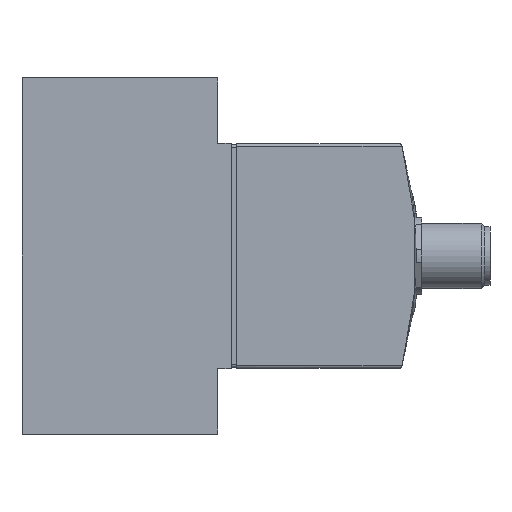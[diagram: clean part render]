
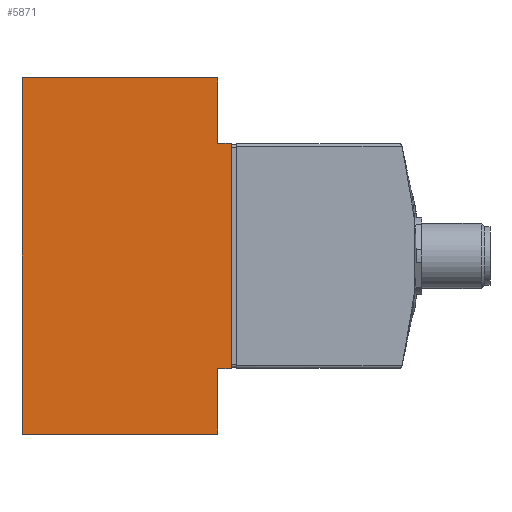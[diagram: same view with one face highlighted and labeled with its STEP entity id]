
A CAD part, front view. The second image highlights one B-rep face of the part: STEP entity #5871.
In plain terms, the highlighted planar face has unit normal (0, -1, 0).
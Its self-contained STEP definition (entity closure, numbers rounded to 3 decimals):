
#86=PLANE('',#6207);
#308=LINE('',#8365,#634);
#330=LINE('',#8414,#656);
#331=LINE('',#8420,#657);
#335=LINE('',#8431,#661);
#337=LINE('',#8438,#663);
#344=LINE('',#8451,#670);
#345=LINE('',#8453,#671);
#346=LINE('',#8455,#672);
#634=VECTOR('',#6800,1000.);
#656=VECTOR('',#6828,1000.);
#657=VECTOR('',#6835,1000.);
#661=VECTOR('',#6843,1000.);
#663=VECTOR('',#6851,1000.);
#670=VECTOR('',#6862,1000.);
#671=VECTOR('',#6863,1000.);
#672=VECTOR('',#6864,1000.);
#1293=ORIENTED_EDGE('',*,*,#2410,.F.);
#1294=ORIENTED_EDGE('',*,*,#2419,.F.);
#1295=ORIENTED_EDGE('',*,*,#2383,.F.);
#1296=ORIENTED_EDGE('',*,*,#2426,.F.);
#1297=ORIENTED_EDGE('',*,*,#2427,.F.);
#1298=ORIENTED_EDGE('',*,*,#2428,.T.);
#1299=ORIENTED_EDGE('',*,*,#2407,.F.);
#1300=ORIENTED_EDGE('',*,*,#2415,.F.);
#2383=EDGE_CURVE('',#2942,#2944,#308,.T.);
#2407=EDGE_CURVE('',#2967,#2965,#330,.T.);
#2410=EDGE_CURVE('',#2970,#2971,#331,.T.);
#2415=EDGE_CURVE('',#2971,#2967,#335,.T.);
#2419=EDGE_CURVE('',#2944,#2970,#337,.T.);
#2426=EDGE_CURVE('',#2981,#2942,#344,.T.);
#2427=EDGE_CURVE('',#2982,#2981,#345,.T.);
#2428=EDGE_CURVE('',#2982,#2965,#346,.T.);
#2942=VERTEX_POINT('',#8363);
#2944=VERTEX_POINT('',#8366);
#2965=VERTEX_POINT('',#8409);
#2967=VERTEX_POINT('',#8413);
#2970=VERTEX_POINT('',#8421);
#2971=VERTEX_POINT('',#8422);
#2981=VERTEX_POINT('',#8452);
#2982=VERTEX_POINT('',#8454);
#3380=EDGE_LOOP('',(#1293,#1294,#1295,#1296,#1297,#1298,#1299,#1300));
#3800=FACE_BOUND('',#3380,.T.);
#5871=ADVANCED_FACE('',(#3800),#86,.F.);
#6207=AXIS2_PLACEMENT_3D('',#8450,#6860,#6861);
#6800=DIRECTION('',(0.,0.,-1.));
#6828=DIRECTION('',(0.,0.,-1.));
#6835=DIRECTION('',(0.,0.,1.));
#6843=DIRECTION('',(1.,0.,0.));
#6851=DIRECTION('',(-1.,0.,0.));
#6860=DIRECTION('',(0.,1.,0.));
#6861=DIRECTION('',(0.,0.,1.));
#6862=DIRECTION('',(-1.,0.,0.));
#6863=DIRECTION('',(0.,0.,-1.));
#6864=DIRECTION('',(-1.,0.,0.));
#8363=CARTESIAN_POINT('',(17.5,0.,-20.75));
#8365=CARTESIAN_POINT('',(17.5,0.,32.75));
#8366=CARTESIAN_POINT('',(17.5,0.,-32.75));
#8409=CARTESIAN_POINT('',(17.5,0.,20.75));
#8413=CARTESIAN_POINT('',(17.5,0.,32.75));
#8414=CARTESIAN_POINT('',(17.5,0.,32.75));
#8420=CARTESIAN_POINT('',(-18.5,0.,-32.75));
#8421=CARTESIAN_POINT('',(-18.5,0.,-32.75));
#8422=CARTESIAN_POINT('',(-18.5,0.,32.75));
#8431=CARTESIAN_POINT('',(-18.5,0.,32.75));
#8438=CARTESIAN_POINT('',(17.5,0.,-32.75));
#8450=CARTESIAN_POINT('',(0.,0.,0.));
#8451=CARTESIAN_POINT('',(20.,0.,-20.75));
#8452=CARTESIAN_POINT('',(20.,0.,-20.75));
#8453=CARTESIAN_POINT('',(20.,0.,20.75));
#8454=CARTESIAN_POINT('',(20.,0.,20.75));
#8455=CARTESIAN_POINT('',(20.,0.,20.75));
